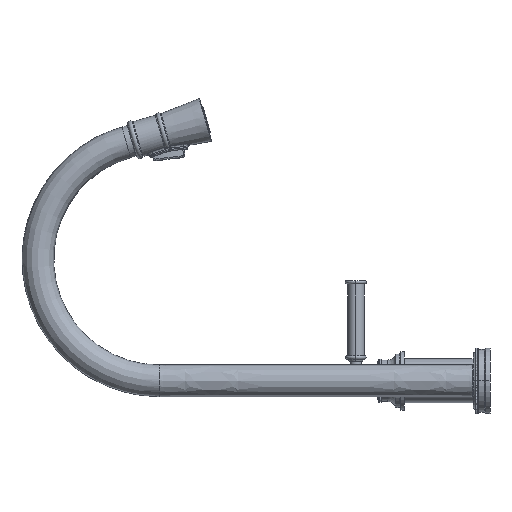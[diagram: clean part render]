
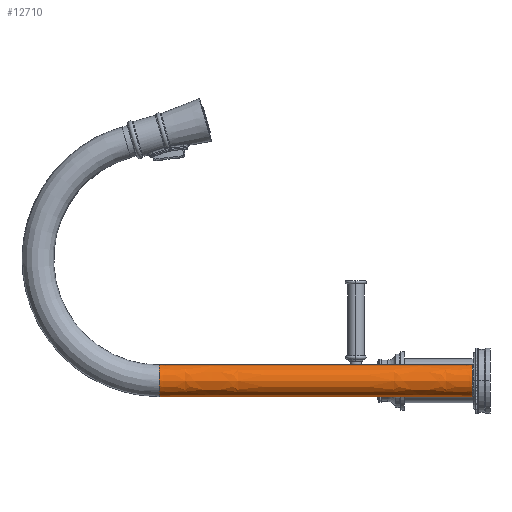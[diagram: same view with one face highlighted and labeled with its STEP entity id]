
A CAD part, left-side view. The second image highlights one B-rep face of the part: STEP entity #12710.
In plain terms, the highlighted free-form (B-spline) face has degree [3, 3] with [7, 4] control points.
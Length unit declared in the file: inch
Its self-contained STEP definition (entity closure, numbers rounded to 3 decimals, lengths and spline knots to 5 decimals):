
#1514=DIRECTION('',(0.,1.,0.));
#1515=VECTOR('',#1514,11.23671);
#1516=CARTESIAN_POINT('',(0.,0.63,0.57));
#1517=LINE('',#1516,#1515);
#1536=CARTESIAN_POINT('',(0.,0.63,-0.57));
#1537=CARTESIAN_POINT('',(-0.14889,0.63,-0.57));
#1538=CARTESIAN_POINT('',(-0.44666,0.63,-0.44666));
#1539=CARTESIAN_POINT('',(-0.63167,0.63,0.));
#1540=CARTESIAN_POINT('',(-0.44666,0.63,0.44666));
#1541=CARTESIAN_POINT('',(-0.14889,0.63,0.57));
#1542=CARTESIAN_POINT('',(0.,0.63,0.57));
#1544=DIRECTION('',(0.,1.,0.));
#1545=VECTOR('',#1544,11.23671);
#1546=CARTESIAN_POINT('',(0.,0.63,-0.57));
#1547=LINE('',#1546,#1545);
#1548=CARTESIAN_POINT('',(0.,11.86671,-0.57));
#1549=CARTESIAN_POINT('',(-0.14889,11.86671,-0.57));
#1550=CARTESIAN_POINT('',(-0.44666,11.86671,
-0.44666));
#1551=CARTESIAN_POINT('',(-0.63167,11.86671,0.));
#1552=CARTESIAN_POINT('',(-0.44666,11.86671,
0.44666));
#1553=CARTESIAN_POINT('',(-0.14889,11.86671,0.57));
#1554=CARTESIAN_POINT('',(0.,11.86671,0.57));
#9693=VERTEX_POINT('',#1536);
#9694=VERTEX_POINT('',#1542);
#9695=VERTEX_POINT('',#1548);
#9696=VERTEX_POINT('',#1554);
#12674=CARTESIAN_POINT('',(0.,0.63,-0.57));
#12675=CARTESIAN_POINT('',(0.,4.37557,-0.57));
#12676=CARTESIAN_POINT('',(0.,8.12114,-0.57));
#12677=CARTESIAN_POINT('',(0.,11.86671,-0.57));
#12678=CARTESIAN_POINT('',(-0.14889,0.63,-0.57));
#12679=CARTESIAN_POINT('',(-0.14889,4.37557,-0.57));
#12680=CARTESIAN_POINT('',(-0.14889,8.12114,-0.57));
#12681=CARTESIAN_POINT('',(-0.14889,11.86671,-0.57));
#12682=CARTESIAN_POINT('',(-0.44666,0.63,-0.44666));
#12683=CARTESIAN_POINT('',(-0.44666,4.37557,
-0.44666));
#12684=CARTESIAN_POINT('',(-0.44666,8.12114,
-0.44666));
#12685=CARTESIAN_POINT('',(-0.44666,11.86671,
-0.44666));
#12686=CARTESIAN_POINT('',(-0.63167,0.63,0.));
#12687=CARTESIAN_POINT('',(-0.63167,4.37557,0.));
#12688=CARTESIAN_POINT('',(-0.63167,8.12114,0.));
#12689=CARTESIAN_POINT('',(-0.63167,11.86671,0.));
#12690=CARTESIAN_POINT('',(-0.44666,0.63,0.44666));
#12691=CARTESIAN_POINT('',(-0.44666,4.37557,
0.44666));
#12692=CARTESIAN_POINT('',(-0.44666,8.12114,
0.44666));
#12693=CARTESIAN_POINT('',(-0.44666,11.86671,
0.44666));
#12694=CARTESIAN_POINT('',(-0.14889,0.63,0.57));
#12695=CARTESIAN_POINT('',(-0.14889,4.37557,0.57));
#12696=CARTESIAN_POINT('',(-0.14889,8.12114,0.57));
#12697=CARTESIAN_POINT('',(-0.14889,11.86671,0.57));
#12698=CARTESIAN_POINT('',(0.,0.63,0.57));
#12699=CARTESIAN_POINT('',(0.,4.37557,0.57));
#12700=CARTESIAN_POINT('',(0.,8.12114,0.57));
#12701=CARTESIAN_POINT('',(0.,11.86671,0.57));
#12702=B_SPLINE_SURFACE_WITH_KNOTS('',3,3,((#12674,#12675,#12676,#12677),
(#12678,#12679,#12680,#12681),(#12682,#12683,#12684,#12685),(#12686,#12687,
#12688,#12689),(#12690,#12691,#12692,#12693),(#12694,#12695,#12696,#12697),(
#12698,#12699,#12700,#12701)),.UNSPECIFIED.,.F.,.F.,.F.,(4,1,1,1,4),(4,4),(0.,
0.125,0.25,0.375,0.5),(0.,1.),.UNSPECIFIED.);
#12703=ORIENTED_EDGE('',*,*,#12662,.F.);
#12704=ORIENTED_EDGE('',*,*,#12652,.T.);
#12706=ORIENTED_EDGE('',*,*,#12705,.T.);
#12707=ORIENTED_EDGE('',*,*,#12649,.F.);
#12708=EDGE_LOOP('',(#12703,#12704,#12706,#12707));
#12709=FACE_OUTER_BOUND('',#12708,.F.);
#12710=ADVANCED_FACE('',(#12709),#12702,.T.);
#1543=B_SPLINE_CURVE_WITH_KNOTS('',3,(#1536,#1537,#1538,#1539,#1540,#1541,
#1542),.UNSPECIFIED.,.F.,.F.,(4,1,1,1,4),(0.,0.25,0.5,0.75,1.),
.UNSPECIFIED.);
#1555=B_SPLINE_CURVE_WITH_KNOTS('',3,(#1548,#1549,#1550,#1551,#1552,#1553,
#1554),.UNSPECIFIED.,.F.,.F.,(4,1,1,1,4),(0.,0.25,0.5,0.75,1.),
.UNSPECIFIED.);
#12649=EDGE_CURVE('',#9694,#9696,#1517,.T.);
#12652=EDGE_CURVE('',#9693,#9695,#1547,.T.);
#12662=EDGE_CURVE('',#9693,#9694,#1543,.T.);
#12705=EDGE_CURVE('',#9695,#9696,#1555,.T.);
